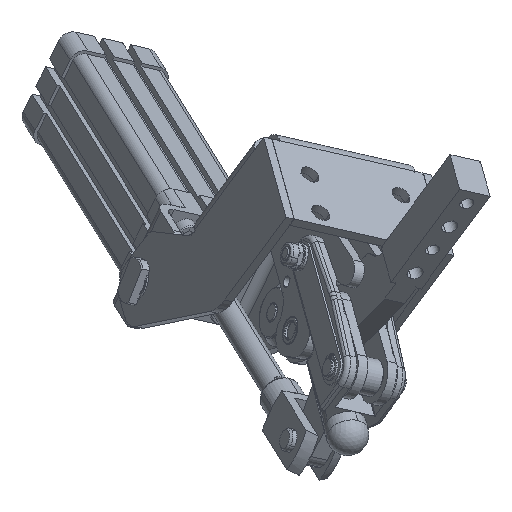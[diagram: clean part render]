
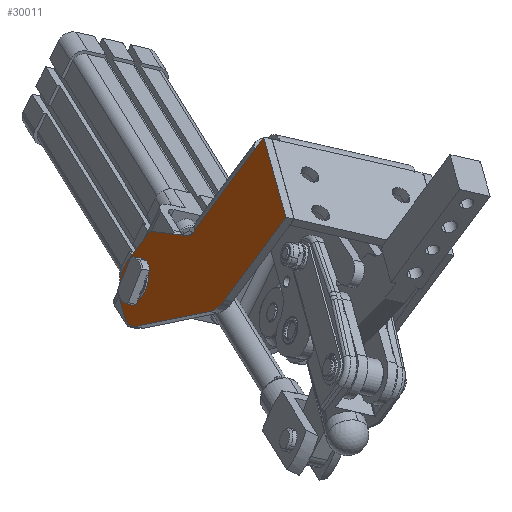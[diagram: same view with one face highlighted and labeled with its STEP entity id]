
A CAD part, front view. The second image highlights one B-rep face of the part: STEP entity #30011.
In plain terms, the highlighted planar face has unit normal (-0.852, -0.487, 0.193).
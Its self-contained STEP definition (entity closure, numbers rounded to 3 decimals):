
#12787=CARTESIAN_POINT('',(171.895,37.224,-133.855));
#12788=VERTEX_POINT('',#12787);
#12822=CARTESIAN_POINT('',(163.88,51.064,-134.324));
#12823=VERTEX_POINT('',#12822);
#12830=CARTESIAN_POINT('',(167.888,44.144,-134.09));
#12831=DIRECTION('',(0.852,0.487,-0.193));
#12832=DIRECTION('',(0.204,-0.648,-0.733));
#12833=AXIS2_PLACEMENT_3D('',#12830,#12831,#12832);
#12834=CIRCLE('',#12833,8.);
#12835=EDGE_CURVE('',#12788,#12823,#12834,.T.);
#13891=CARTESIAN_POINT('',(200.976,-18.065,-144.935));
#13892=VERTEX_POINT('',#13891);
#13901=CARTESIAN_POINT('',(197.739,-13.021,-146.497));
#13902=VERTEX_POINT('',#13901);
#13903=CARTESIAN_POINT('',(200.043,-9.3,-126.982));
#13904=DIRECTION('',(0.852,0.487,-0.193));
#13905=DIRECTION('',(0.047,-0.438,-0.898));
#13906=AXIS2_PLACEMENT_3D('',#13903,#13904,#13905);
#13907=CIRCLE('',#13906,20.);
#13908=EDGE_CURVE('',#13892,#13902,#13907,.T.);
#13975=CARTESIAN_POINT('',(172.548,44.319,-113.12));
#13976=VERTEX_POINT('',#13975);
#13985=CARTESIAN_POINT('',(173.753,42.336,-112.805));
#13986=VERTEX_POINT('',#13985);
#13987=CARTESIAN_POINT('',(172.571,42.069,-118.682));
#13988=DIRECTION('',(0.852,0.487,-0.193));
#13989=DIRECTION('',(-0.004,0.375,0.927));
#13990=AXIS2_PLACEMENT_3D('',#13987,#13988,#13989);
#13991=CIRCLE('',#13990,6.);
#13992=EDGE_CURVE('',#13976,#13986,#13991,.T.);
#14061=CARTESIAN_POINT('',(189.706,13.847,-114.248));
#14062=VERTEX_POINT('',#14061);
#14078=CARTESIAN_POINT('',(188.501,15.829,-114.563));
#14079=VERTEX_POINT('',#14078);
#14086=CARTESIAN_POINT('',(189.683,16.097,-108.686));
#14087=DIRECTION('',(-0.852,-0.487,0.193));
#14088=DIRECTION('',(0.004,-0.375,-0.927));
#14089=AXIS2_PLACEMENT_3D('',#14086,#14087,#14088);
#14090=CIRCLE('',#14089,6.);
#14091=EDGE_CURVE('',#14079,#14062,#14090,.T.);
#14101=CARTESIAN_POINT('',(160.003,58.313,-133.15));
#14102=VERTEX_POINT('',#14101);
#14111=CARTESIAN_POINT('',(163.38,55.626,-125.043));
#14112=VERTEX_POINT('',#14111);
#14113=CARTESIAN_POINT('',(165.828,47.845,-133.844));
#14114=DIRECTION('',(0.852,0.487,-0.193));
#14115=DIRECTION('',(-0.485,0.872,0.058));
#14116=AXIS2_PLACEMENT_3D('',#14113,#14114,#14115);
#14117=CIRCLE('',#14116,12.);
#14118=EDGE_CURVE('',#14102,#14112,#14117,.T.);
#14229=CARTESIAN_POINT('',(163.804,44.16,-152.036));
#14230=VERTEX_POINT('',#14229);
#14246=CARTESIAN_POINT('',(166.453,39.234,-152.768));
#14247=VERTEX_POINT('',#14246);
#14254=CARTESIAN_POINT('',(167.835,41.467,-141.059));
#14255=DIRECTION('',(0.852,0.487,-0.193));
#14256=DIRECTION('',(-0.336,0.224,-0.915));
#14257=AXIS2_PLACEMENT_3D('',#14254,#14255,#14256);
#14258=CIRCLE('',#14257,12.);
#14259=EDGE_CURVE('',#14247,#14230,#14258,.T.);
#28747=CARTESIAN_POINT('',(220.584,-23.8,-73.001));
#28748=VERTEX_POINT('',#28747);
#28749=CARTESIAN_POINT('',(229.969,-53.626,-106.74));
#28750=VERTEX_POINT('',#28749);
#28751=CARTESIAN_POINT('',(220.584,-23.8,-73.001));
#28752=DIRECTION('',(0.204,-0.648,-0.733));
#28753=VECTOR('',#28752,46.);
#28754=LINE('',#28751,#28753);
#28755=EDGE_CURVE('',#28748,#28750,#28754,.T.);
#28787=CARTESIAN_POINT('',(216.724,-19.117,-78.214));
#28788=VERTEX_POINT('',#28787);
#28795=CARTESIAN_POINT('',(216.724,-19.117,-78.214));
#28796=DIRECTION('',(0.482,-0.585,0.652));
#28797=VECTOR('',#28796,8.);
#28798=LINE('',#28795,#28797);
#28799=EDGE_CURVE('',#28788,#28748,#28798,.T.);
#29227=CARTESIAN_POINT('',(191.637,11.32,-112.1));
#29228=VERTEX_POINT('',#29227);
#29236=CARTESIAN_POINT('',(216.724,-19.117,-78.214));
#29237=DIRECTION('',(-0.482,0.585,-0.652));
#29238=VECTOR('',#29237,52.);
#29239=LINE('',#29236,#29238);
#29240=EDGE_CURVE('',#28788,#29228,#29239,.T.);
#29384=CARTESIAN_POINT('',(190.907,12.207,-113.087));
#29385=VERTEX_POINT('',#29384);
#29394=CARTESIAN_POINT('',(191.637,11.32,-112.1));
#29395=DIRECTION('',(-0.482,0.585,-0.652));
#29396=VECTOR('',#29395,1.515);
#29397=LINE('',#29394,#29396);
#29398=EDGE_CURVE('',#29228,#29385,#29397,.T.);
#29448=CARTESIAN_POINT('',(204.123,-22.268,-141.651));
#29449=VERTEX_POINT('',#29448);
#29463=CARTESIAN_POINT('',(229.969,-53.626,-106.74));
#29464=DIRECTION('',(-0.482,0.585,-0.652));
#29465=VECTOR('',#29464,53.573);
#29466=LINE('',#29463,#29465);
#29467=EDGE_CURVE('',#28750,#29449,#29466,.T.);
#29479=CARTESIAN_POINT('',(171.347,45.959,-114.281));
#29480=VERTEX_POINT('',#29479);
#29494=CARTESIAN_POINT('',(171.347,45.959,-114.281));
#29495=DIRECTION('',(-0.482,0.585,-0.652));
#29496=VECTOR('',#29495,16.515);
#29497=LINE('',#29494,#29496);
#29498=EDGE_CURVE('',#29480,#14112,#29497,.T.);
#29540=CARTESIAN_POINT('',(162.046,48.491,-148.879));
#29541=VERTEX_POINT('',#29540);
#29542=CARTESIAN_POINT('',(167.835,41.467,-141.059));
#29543=DIRECTION('',(0.852,0.487,-0.193));
#29544=DIRECTION('',(-0.336,0.224,-0.915));
#29545=AXIS2_PLACEMENT_3D('',#29542,#29543,#29544);
#29546=CIRCLE('',#29545,12.);
#29547=EDGE_CURVE('',#14230,#29541,#29546,.T.);
#29662=CARTESIAN_POINT('',(160.039,54.869,-141.664));
#29663=VERTEX_POINT('',#29662);
#29677=CARTESIAN_POINT('',(160.039,54.869,-141.664));
#29678=DIRECTION('',(0.204,-0.648,-0.733));
#29679=VECTOR('',#29678,9.837);
#29680=LINE('',#29677,#29679);
#29681=EDGE_CURVE('',#29663,#29541,#29680,.T.);
#29700=CARTESIAN_POINT('',(165.828,47.845,-133.844));
#29701=DIRECTION('',(0.852,0.487,-0.193));
#29702=DIRECTION('',(-0.485,0.872,0.058));
#29703=AXIS2_PLACEMENT_3D('',#29700,#29701,#29702);
#29704=CIRCLE('',#29703,12.);
#29705=EDGE_CURVE('',#29663,#14102,#29704,.T.);
#29716=CARTESIAN_POINT('',(189.683,16.097,-108.686));
#29717=DIRECTION('',(-0.852,-0.487,0.193));
#29718=DIRECTION('',(0.004,-0.375,-0.927));
#29719=AXIS2_PLACEMENT_3D('',#29716,#29717,#29718);
#29720=CIRCLE('',#29719,6.);
#29721=EDGE_CURVE('',#14062,#29385,#29720,.T.);
#29832=CARTESIAN_POINT('',(188.501,15.829,-114.563));
#29833=DIRECTION('',(-0.485,0.872,0.058));
#29834=VECTOR('',#29833,30.385);
#29835=LINE('',#29832,#29834);
#29836=EDGE_CURVE('',#14079,#13986,#29835,.T.);
#29910=CARTESIAN_POINT('',(172.571,42.069,-118.682));
#29911=DIRECTION('',(0.852,0.487,-0.193));
#29912=DIRECTION('',(-0.004,0.375,0.927));
#29913=AXIS2_PLACEMENT_3D('',#29910,#29911,#29912);
#29914=CIRCLE('',#29913,6.);
#29915=EDGE_CURVE('',#29480,#13976,#29914,.T.);
#29955=CARTESIAN_POINT('',(186.756,8.825,-139.884));
#29956=DIRECTION('',(-0.852,-0.487,0.193));
#29957=DIRECTION('',(-0.204,0.648,0.733));
#29958=AXIS2_PLACEMENT_3D('',#29955,#29956,#29957);
#29959=PLANE('',#29958);
#29960=CARTESIAN_POINT('',(200.043,-9.3,-126.982));
#29961=DIRECTION('',(0.852,0.487,-0.193));
#29962=DIRECTION('',(0.047,-0.438,-0.898));
#29963=AXIS2_PLACEMENT_3D('',#29960,#29961,#29962);
#29964=CIRCLE('',#29963,20.);
#29965=EDGE_CURVE('',#29449,#13892,#29964,.T.);
#29966=ORIENTED_EDGE('',*,*,#29965,.F.);
#29967=ORIENTED_EDGE('',*,*,#29467,.F.);
#29968=ORIENTED_EDGE('',*,*,#28755,.F.);
#29969=ORIENTED_EDGE('',*,*,#28799,.F.);
#29970=ORIENTED_EDGE('',*,*,#29240,.T.);
#29971=ORIENTED_EDGE('',*,*,#29398,.T.);
#29972=ORIENTED_EDGE('',*,*,#29721,.F.);
#29973=ORIENTED_EDGE('',*,*,#14091,.F.);
#29974=ORIENTED_EDGE('',*,*,#29836,.T.);
#29975=ORIENTED_EDGE('',*,*,#13992,.F.);
#29976=ORIENTED_EDGE('',*,*,#29915,.F.);
#29977=ORIENTED_EDGE('',*,*,#29498,.T.);
#29978=ORIENTED_EDGE('',*,*,#14118,.F.);
#29979=ORIENTED_EDGE('',*,*,#29705,.F.);
#29980=ORIENTED_EDGE('',*,*,#29681,.T.);
#29981=ORIENTED_EDGE('',*,*,#29547,.F.);
#29982=ORIENTED_EDGE('',*,*,#14259,.F.);
#29983=CARTESIAN_POINT('',(166.453,39.234,-152.768));
#29984=DIRECTION('',(0.511,-0.853,0.102));
#29985=VECTOR('',#29984,61.227);
#29986=LINE('',#29983,#29985);
#29987=EDGE_CURVE('',#14247,#13902,#29986,.T.);
#29988=ORIENTED_EDGE('',*,*,#29987,.T.);
#29989=ORIENTED_EDGE('',*,*,#13908,.F.);
#29990=EDGE_LOOP('',(#29966,#29967,#29968,#29969,#29970,#29971,#29972,#29973,#29974,#29975,#29976,#29977,#29978,#29979,#29980,#29981,#29982,#29988,#29989));
#29991=FACE_OUTER_BOUND('',#29990,.T.);
#29992=CARTESIAN_POINT('',(166.255,49.331,-128.222));
#29993=VERTEX_POINT('',#29992);
#29994=CARTESIAN_POINT('',(167.888,44.144,-134.09));
#29995=DIRECTION('',(0.852,0.487,-0.193));
#29996=DIRECTION('',(0.204,-0.648,-0.733));
#29997=AXIS2_PLACEMENT_3D('',#29994,#29995,#29996);
#29998=CIRCLE('',#29997,8.);
#29999=EDGE_CURVE('',#29993,#12788,#29998,.T.);
#30000=ORIENTED_EDGE('',*,*,#29999,.T.);
#30001=ORIENTED_EDGE('',*,*,#12835,.T.);
#30002=CARTESIAN_POINT('',(167.888,44.144,-134.09));
#30003=DIRECTION('',(0.852,0.487,-0.193));
#30004=DIRECTION('',(0.204,-0.648,-0.733));
#30005=AXIS2_PLACEMENT_3D('',#30002,#30003,#30004);
#30006=CIRCLE('',#30005,8.);
#30007=EDGE_CURVE('',#12823,#29993,#30006,.T.);
#30008=ORIENTED_EDGE('',*,*,#30007,.T.);
#30009=EDGE_LOOP('',(#30000,#30001,#30008));
#30010=FACE_BOUND('',#30009,.T.);
#30011=ADVANCED_FACE('',(#29991,#30010),#29959,.T.);
